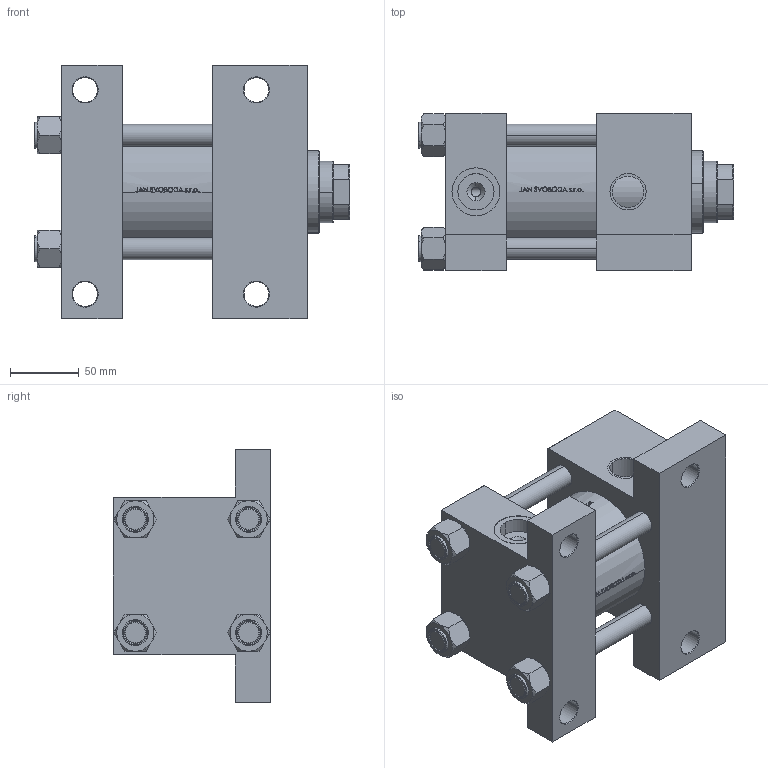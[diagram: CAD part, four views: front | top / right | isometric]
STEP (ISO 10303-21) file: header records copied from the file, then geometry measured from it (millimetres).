
FILE_DESCRIPTION (( 'STEP AP203' ), '1' );
FILE_NAME ('50da.STEP', '2022-04-16T22:02:47', ( '' ), ( '' ), 'SwSTEP 2.0', 'SolidWorks 2019', '' );
FILE_SCHEMA (( 'CONFIG_CONTROL_DESIGN' ));
Length unit declared in the file: millimetre
Products named in the file (6): V215CD_VCP_G e09c01564d8a233189fdac6a5470c2e7; V215CD_NUT_M5_G e09c01564d8a233189fdac6a5470c2e7; V215CD_VC_G e09c01564d8a233189fdac6a5470c2e7; V215CD_G_TYCINKA e09c01564d8a233189fdac6a5470c2e7; 50da; V215CD_G_Body e09c01564d8a233189fdac6a5470c2e7
Assembly tree (11 placements, depth 2):
  50da
    V215CD_G_Body e09c01564d8a233189fdac6a5470c2e7
    V215CD_VC_G e09c01564d8a233189fdac6a5470c2e7
    V215CD_VCP_G e09c01564d8a233189fdac6a5470c2e7
    V215CD_G_TYCINKA e09c01564d8a233189fdac6a5470c2e7  x4
    V215CD_NUT_M5_G e09c01564d8a233189fdac6a5470c2e7  x4
Bounding box: 230 x 115 x 185 mm (x, y, z)
Volume: 2022835.7 mm3; surface area: 295047.6 mm2
Topology: 11 solids, 11 shells, 1135 faces, 2898 edges, 1867 vertices
Faces by surface type: plane 478, bspline 380, cone 144, cylinder 125, torus 8
Entity records: 47842 total; most frequent: CARTESIAN_POINT 25949, ORIENTED_EDGE 5060, DIRECTION 3108, EDGE_CURVE 2530, VERTEX_POINT 1645, VECTOR 1316, LINE 1316, EDGE_LOOP 1081
